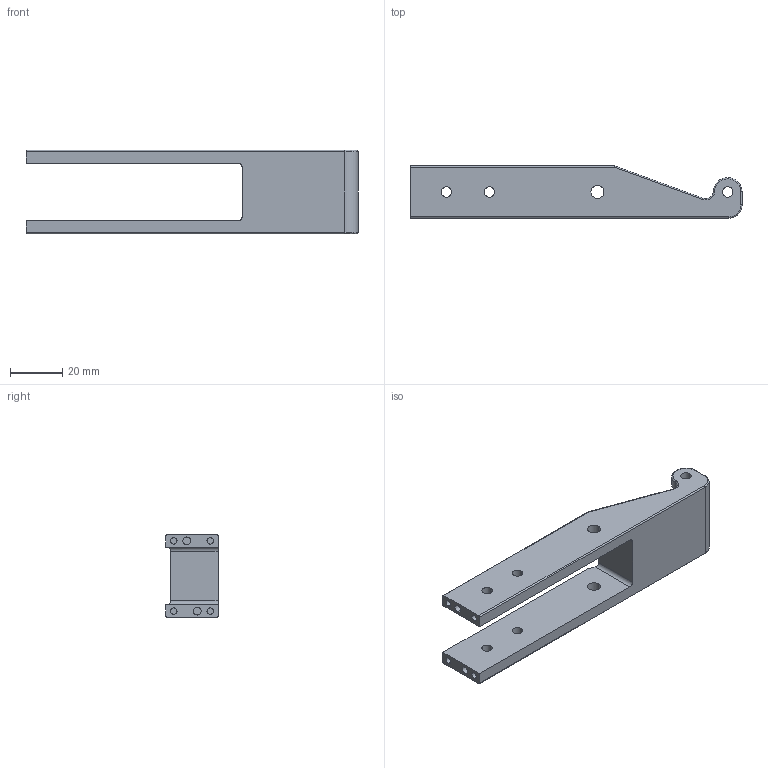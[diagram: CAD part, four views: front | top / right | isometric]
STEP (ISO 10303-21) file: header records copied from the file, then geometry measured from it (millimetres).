
FILE_DESCRIPTION (( 'STEP AP203' ), '1' );
FILE_NAME ('Link001_Default_sldprt.STEP', '2023-08-01T11:31:05', ( '' ), ( '' ), 'SwSTEP 2.0', 'SolidWorks 2022', '' );
FILE_SCHEMA (( 'CONFIG_CONTROL_DESIGN' ));
Length unit declared in the file: millimetre
Products named in the file (1): Link001_Default_sldprt
Bounding box: 127.5 x 20 x 32 mm (x, y, z)
Volume: 31390.8 mm3; surface area: 14092.8 mm2
Topology: 1 solids, 1 shells, 71 faces, 177 edges, 114 vertices
Faces by surface type: cylinder 45, plane 20, bspline 6
Entity records: 2429 total; most frequent: CARTESIAN_POINT 591, DIRECTION 387, ORIENTED_EDGE 354, EDGE_CURVE 177, AXIS2_PLACEMENT_3D 154, VERTEX_POINT 114, EDGE_LOOP 93, CIRCLE 88
